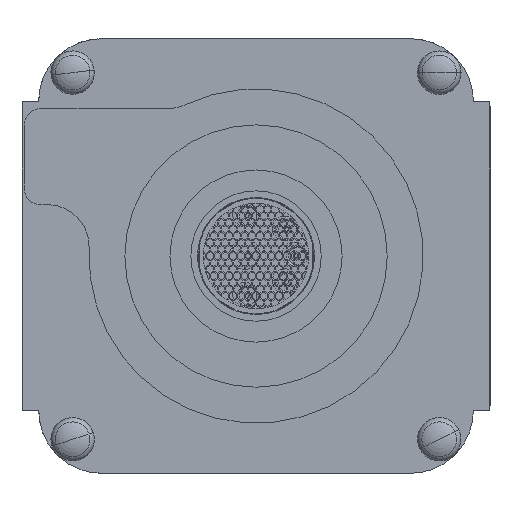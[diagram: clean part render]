
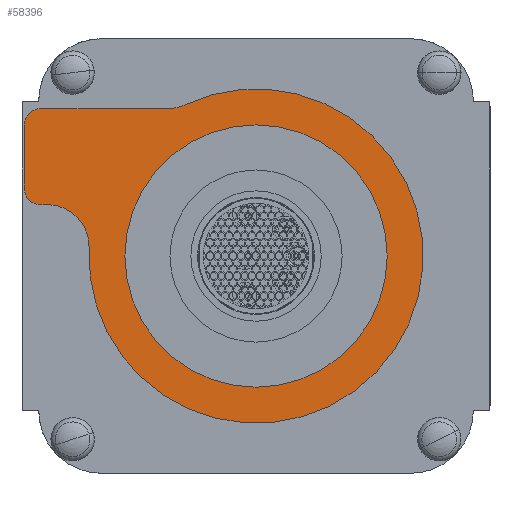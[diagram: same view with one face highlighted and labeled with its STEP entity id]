
A CAD part, front view. The second image highlights one B-rep face of the part: STEP entity #58396.
In plain terms, the highlighted planar face has unit normal (0, -1, 0).
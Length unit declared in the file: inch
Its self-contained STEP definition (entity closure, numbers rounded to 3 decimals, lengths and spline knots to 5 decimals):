
#1404 = CARTESIAN_POINT ( 'NONE',  ( -1.46297, -0.1, 0.54419 ) ) ;
#1681 = DIRECTION ( 'NONE',  ( 0., -1., 0. ) ) ;
#1916 = VERTEX_POINT ( 'NONE', #52166 ) ;
#2064 = EDGE_LOOP ( 'NONE', ( #12355, #18385, #22079, #36556, #35756, #3800, #16157, #18196, #26073, #37712, #21108, #3961 ) ) ;
#2372 = ORIENTED_EDGE ( 'NONE', *, *, #10754, .T. ) ;
#2635 = CARTESIAN_POINT ( 'NONE',  ( -0.72788, -0.1, 0.72747 ) ) ;
#3358 = AXIS2_PLACEMENT_3D ( 'NONE', #47491, #19463, #52239 ) ;
#3800 = ORIENTED_EDGE ( 'NONE', *, *, #31056, .T. ) ;
#3804 = DIRECTION ( 'NONE',  ( 0., -1., 0. ) ) ;
#3835 = CIRCLE ( 'NONE', #27600, 1. ) ;
#3961 = ORIENTED_EDGE ( 'NONE', *, *, #29928, .T. ) ;
#4059 = VERTEX_POINT ( 'NONE', #47510 ) ;
#4060 = EDGE_CURVE ( 'NONE', #4059, #53415, #3835, .T. ) ;
#4332 = CARTESIAN_POINT ( 'NONE',  ( 0., -0.1, 0. ) ) ;
#5160 = EDGE_LOOP ( 'NONE', ( #2372, #5686 ) ) ;
#5336 = EDGE_CURVE ( 'NONE', #53251, #60116, #53507, .T. ) ;
#5643 = CARTESIAN_POINT ( 'NONE',  ( -1.44509, -0.1, 0.05911 ) ) ;
#5686 = ORIENTED_EDGE ( 'NONE', *, *, #27963, .T. ) ;
#6938 = DIRECTION ( 'NONE',  ( 0., 1., 0. ) ) ;
#7332 = DIRECTION ( 'NONE',  ( 0., 1., 0. ) ) ;
#8422 = CARTESIAN_POINT ( 'NONE',  ( -1.42089, -0.1, -0.03792 ) ) ;
#8975 = VERTEX_POINT ( 'NONE', #28304 ) ;
#9019 = DIRECTION ( 'NONE',  ( 0., 0., 1. ) ) ;
#9695 = VECTOR ( 'NONE', #45107, 39.37008 ) ;
#10167 = AXIS2_PLACEMENT_3D ( 'NONE', #41678, #13607, #46362 ) ;
#10685 = CARTESIAN_POINT ( 'NONE',  ( 0., -0.1, -1. ) ) ;
#10754 = EDGE_CURVE ( 'NONE', #35072, #43467, #49264, .T. ) ;
#10880 = CARTESIAN_POINT ( 'NONE',  ( 0., -0.1, 0.72 ) ) ;
#10991 = CIRCLE ( 'NONE', #10167, 1. ) ;
#11186 = CARTESIAN_POINT ( 'NONE',  ( -1.22539, -0.1, -0.24683 ) ) ;
#12340 = CARTESIAN_POINT ( 'NONE',  ( -0.6707, -0.1, 0.74173 ) ) ;
#12355 = ORIENTED_EDGE ( 'NONE', *, *, #5336, .T. ) ;
#13607 = DIRECTION ( 'NONE',  ( 0., 1., 0. ) ) ;
#14768 = DIRECTION ( 'NONE',  ( 0., 0., 1. ) ) ;
#14786 = CIRCLE ( 'NONE', #33607, 0.25 ) ;
#15861 = DIRECTION ( 'NONE',  ( 0., 0., -1. ) ) ;
#16156 = FACE_BOUND ( 'NONE', #5160, .T. ) ;
#16157 = ORIENTED_EDGE ( 'NONE', *, *, #32272, .F. ) ;
#17403 = CARTESIAN_POINT ( 'NONE',  ( -1.28587, -0.1, -0.00425 ) ) ;
#17467 = AXIS2_PLACEMENT_3D ( 'NONE', #54158, #26128, #58813 ) ;
#18196 = ORIENTED_EDGE ( 'NONE', *, *, #4060, .F. ) ;
#18385 = ORIENTED_EDGE ( 'NONE', *, *, #59995, .T. ) ;
#19463 = DIRECTION ( 'NONE',  ( 0., 1., 0. ) ) ;
#19659 = CIRCLE ( 'NONE', #3358, 0.25 ) ;
#21106 = CARTESIAN_POINT ( 'NONE',  ( -0.63069, -0.1, 0.77604 ) ) ;
#21108 = ORIENTED_EDGE ( 'NONE', *, *, #43736, .T. ) ;
#22079 = ORIENTED_EDGE ( 'NONE', *, *, #26758, .T. ) ;
#24324 = CIRCLE ( 'NONE', #39945, 1. ) ;
#24500 = CIRCLE ( 'NONE', #27278, 0.25 ) ;
#25312 = EDGE_CURVE ( 'NONE', #35197, #57315, #19659, .T. ) ;
#25517 = CARTESIAN_POINT ( 'NONE',  ( -1.34806, -0.1, -0.0167 ) ) ;
#25986 = DIRECTION ( 'NONE',  ( 0., 1., 0. ) ) ;
#26073 = ORIENTED_EDGE ( 'NONE', *, *, #31104, .F. ) ;
#26128 = DIRECTION ( 'NONE',  ( 0., -1., 0. ) ) ;
#26675 = VERTEX_POINT ( 'NONE', #25517 ) ;
#26758 = EDGE_CURVE ( 'NONE', #26675, #8975, #40844, .T. ) ;
#27278 = AXIS2_PLACEMENT_3D ( 'NONE', #11186, #43932, #15861 ) ;
#27291 = DIRECTION ( 'NONE',  ( 0., -1., 0. ) ) ;
#27600 = AXIS2_PLACEMENT_3D ( 'NONE', #38130, #42861, #14768 ) ;
#27734 = AXIS2_PLACEMENT_3D ( 'NONE', #55341, #27291, #59975 ) ;
#27963 = EDGE_CURVE ( 'NONE', #43467, #35072, #52423, .T. ) ;
#28304 = CARTESIAN_POINT ( 'NONE',  ( -1.32387, -0.1, -0.01373 ) ) ;
#28492 = EDGE_CURVE ( 'NONE', #55530, #1916, #24500, .T. ) ;
#28609 = VECTOR ( 'NONE', #59580, 39.37008 ) ;
#29702 = CARTESIAN_POINT ( 'NONE',  ( -1., -0.1, 0. ) ) ;
#29928 = EDGE_CURVE ( 'NONE', #35743, #53251, #38940, .T. ) ;
#29977 = CIRCLE ( 'NONE', #35598, 0.1 ) ;
#31056 = EDGE_CURVE ( 'NONE', #1916, #40067, #14786, .T. ) ;
#31104 = EDGE_CURVE ( 'NONE', #35197, #4059, #24324, .T. ) ;
#31399 = VECTOR ( 'NONE', #31722, 39.37008 ) ;
#31722 = DIRECTION ( 'NONE',  ( 0.97, 0., 0.242 ) ) ;
#31787 = CARTESIAN_POINT ( 'NONE',  ( -1.34806, -0.1, 0.0833 ) ) ;
#32272 = EDGE_CURVE ( 'NONE', #53415, #40067, #10991, .T. ) ;
#32811 = EDGE_CURVE ( 'NONE', #8975, #55530, #43892, .T. ) ;
#33607 = AXIS2_PLACEMENT_3D ( 'NONE', #34925, #6938, #39669 ) ;
#34367 = DIRECTION ( 'NONE',  ( 0., 0., -1. ) ) ;
#34925 = CARTESIAN_POINT ( 'NONE',  ( -1.22539, -0.1, -0.24683 ) ) ;
#35072 = VERTEX_POINT ( 'NONE', #10880 ) ;
#35197 = VERTEX_POINT ( 'NONE', #21106 ) ;
#35317 = AXIS2_PLACEMENT_3D ( 'NONE', #4332, #37058, #9019 ) ;
#35350 = CARTESIAN_POINT ( 'NONE',  ( 0., -0.1, 0. ) ) ;
#35598 = AXIS2_PLACEMENT_3D ( 'NONE', #31787, #3804, #36516 ) ;
#35743 = VERTEX_POINT ( 'NONE', #1404 ) ;
#35756 = ORIENTED_EDGE ( 'NONE', *, *, #28492, .T. ) ;
#36286 = CARTESIAN_POINT ( 'NONE',  ( -1.56, -0.1, 0.52 ) ) ;
#36516 = DIRECTION ( 'NONE',  ( 0., 0., -1. ) ) ;
#36556 = ORIENTED_EDGE ( 'NONE', *, *, #32811, .T. ) ;
#37058 = DIRECTION ( 'NONE',  ( 0., 1., 0. ) ) ;
#37712 = ORIENTED_EDGE ( 'NONE', *, *, #25312, .T. ) ;
#38130 = CARTESIAN_POINT ( 'NONE',  ( 0., -0.1, 0. ) ) ;
#38318 = AXIS2_PLACEMENT_3D ( 'NONE', #29702, #1681, #34367 ) ;
#38940 = CIRCLE ( 'NONE', #27734, 0.1 ) ;
#39669 = DIRECTION ( 'NONE',  ( 0., 0., -1. ) ) ;
#39945 = AXIS2_PLACEMENT_3D ( 'NONE', #35350, #7332, #40082 ) ;
#40067 = VERTEX_POINT ( 'NONE', #55799 ) ;
#40082 = DIRECTION ( 'NONE',  ( 0., 0., 1. ) ) ;
#40844 = CIRCLE ( 'NONE', #17467, 0.1 ) ;
#41678 = CARTESIAN_POINT ( 'NONE',  ( 0., -0.1, 0. ) ) ;
#42580 = FACE_OUTER_BOUND ( 'NONE', #2064, .T. ) ;
#42861 = DIRECTION ( 'NONE',  ( 0., 1., 0. ) ) ;
#43467 = VERTEX_POINT ( 'NONE', #52111 ) ;
#43736 = EDGE_CURVE ( 'NONE', #57315, #35743, #47044, .T. ) ;
#43892 = LINE ( 'NONE', #8422, #31399 ) ;
#43932 = DIRECTION ( 'NONE',  ( 0., 1., 0. ) ) ;
#45107 = DIRECTION ( 'NONE',  ( -0.97, 0., -0.242 ) ) ;
#45305 = AXIS2_PLACEMENT_3D ( 'NONE', #54029, #25986, #58655 ) ;
#46362 = DIRECTION ( 'NONE',  ( 0., 0., 1. ) ) ;
#47044 = LINE ( 'NONE', #12340, #9695 ) ;
#47491 = CARTESIAN_POINT ( 'NONE',  ( -0.78836, -0.1, 0.97004 ) ) ;
#47510 = CARTESIAN_POINT ( 'NONE',  ( 0., -0.1, 1. ) ) ;
#49264 = CIRCLE ( 'NONE', #35317, 0.72 ) ;
#52111 = CARTESIAN_POINT ( 'NONE',  ( 0., -0.1, -0.72 ) ) ;
#52166 = CARTESIAN_POINT ( 'NONE',  ( -1.22539, -0.1, 0.00317 ) ) ;
#52239 = DIRECTION ( 'NONE',  ( 0., 0., -1. ) ) ;
#52423 = CIRCLE ( 'NONE', #45305, 0.72 ) ;
#53044 = PLANE ( 'NONE',  #38318 ) ;
#53251 = VERTEX_POINT ( 'NONE', #60557 ) ;
#53415 = VERTEX_POINT ( 'NONE', #10685 ) ;
#53507 = LINE ( 'NONE', #36286, #28609 ) ;
#54029 = CARTESIAN_POINT ( 'NONE',  ( 0., -0.1, 0. ) ) ;
#54158 = CARTESIAN_POINT ( 'NONE',  ( -1.34806, -0.1, 0.0833 ) ) ;
#55341 = CARTESIAN_POINT ( 'NONE',  ( -1.43878, -0.1, 0.44716 ) ) ;
#55530 = VERTEX_POINT ( 'NONE', #17403 ) ;
#55799 = CARTESIAN_POINT ( 'NONE',  ( -0.98031, -0.1, -0.19746 ) ) ;
#57315 = VERTEX_POINT ( 'NONE', #2635 ) ;
#58396 = ADVANCED_FACE ( 'NONE', ( #16156, #42580 ), #53044, .T. ) ;
#58655 = DIRECTION ( 'NONE',  ( 0., 0., 1. ) ) ;
#58813 = DIRECTION ( 'NONE',  ( 0., 0., -1. ) ) ;
#59580 = DIRECTION ( 'NONE',  ( 0.242, 0., -0.97 ) ) ;
#59975 = DIRECTION ( 'NONE',  ( 0., 0., -1. ) ) ;
#59995 = EDGE_CURVE ( 'NONE', #60116, #26675, #29977, .T. ) ;
#60116 = VERTEX_POINT ( 'NONE', #5643 ) ;
#60557 = CARTESIAN_POINT ( 'NONE',  ( -1.53581, -0.1, 0.42297 ) ) ;
